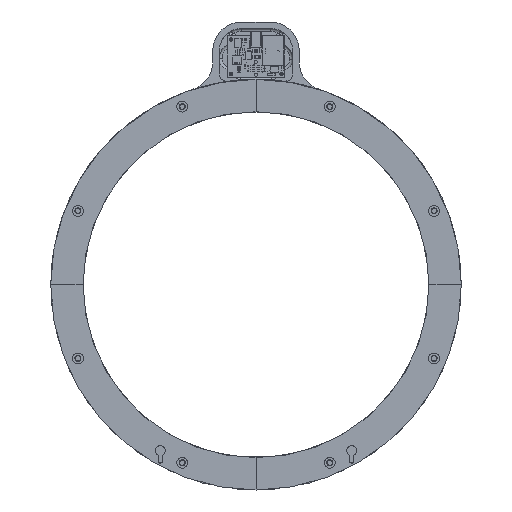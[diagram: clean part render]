
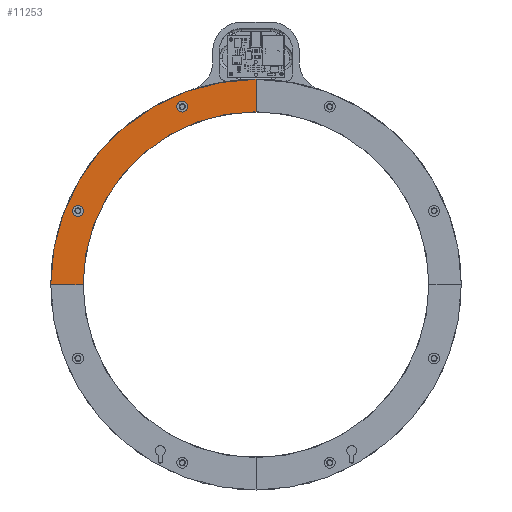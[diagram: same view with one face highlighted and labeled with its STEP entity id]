
A CAD part, front view. The second image highlights one B-rep face of the part: STEP entity #11253.
In plain terms, the highlighted planar face has unit normal (0, -1, 0).
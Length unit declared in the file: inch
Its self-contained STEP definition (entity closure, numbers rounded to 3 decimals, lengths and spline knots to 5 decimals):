
#344=FACE_BOUND('',#1583,.T.);
#345=FACE_BOUND('',#1584,.T.);
#534=PLANE('',#12220);
#922=FACE_OUTER_BOUND('',#1582,.T.);
#1582=EDGE_LOOP('',(#8219,#8220,#8221,#8222));
#1583=EDGE_LOOP('',(#8223));
#1584=EDGE_LOOP('',(#8224));
#2430=LINE('',#17629,#3421);
#2431=LINE('',#17632,#3422);
#3421=VECTOR('',#14006,0.3937);
#3422=VECTOR('',#14009,0.3937);
#4336=CIRCLE('',#12221,7.125);
#4337=CIRCLE('',#12222,6.);
#4338=CIRCLE('',#12223,0.1875);
#4339=CIRCLE('',#12224,0.1875);
#5056=VERTEX_POINT('',#17625);
#5057=VERTEX_POINT('',#17626);
#5058=VERTEX_POINT('',#17628);
#5059=VERTEX_POINT('',#17630);
#5060=VERTEX_POINT('',#17633);
#5061=VERTEX_POINT('',#17635);
#6248=EDGE_CURVE('',#5056,#5057,#4336,.T.);
#6249=EDGE_CURVE('',#5056,#5058,#2430,.T.);
#6250=EDGE_CURVE('',#5059,#5058,#4337,.T.);
#6251=EDGE_CURVE('',#5057,#5059,#2431,.T.);
#6252=EDGE_CURVE('',#5060,#5060,#4338,.T.);
#6253=EDGE_CURVE('',#5061,#5061,#4339,.T.);
#8219=ORIENTED_EDGE('',*,*,#6248,.F.);
#8220=ORIENTED_EDGE('',*,*,#6249,.T.);
#8221=ORIENTED_EDGE('',*,*,#6250,.F.);
#8222=ORIENTED_EDGE('',*,*,#6251,.F.);
#8223=ORIENTED_EDGE('',*,*,#6252,.T.);
#8224=ORIENTED_EDGE('',*,*,#6253,.T.);
#11253=ADVANCED_FACE('',(#922,#344,#345),#534,.F.);
#12220=AXIS2_PLACEMENT_3D('',#17624,#14002,#14003);
#12221=AXIS2_PLACEMENT_3D('',#17627,#14004,#14005);
#12222=AXIS2_PLACEMENT_3D('',#17631,#14007,#14008);
#12223=AXIS2_PLACEMENT_3D('',#17634,#14010,#14011);
#12224=AXIS2_PLACEMENT_3D('',#17636,#14012,#14013);
#14002=DIRECTION('center_axis',(0.,1.,0.));
#14003=DIRECTION('ref_axis',(1.,0.,0.));
#14004=DIRECTION('center_axis',(0.,1.,0.));
#14005=DIRECTION('ref_axis',(0.707,0.,0.707));
#14006=DIRECTION('',(1.,0.,0.));
#14007=DIRECTION('center_axis',(0.,-1.,0.));
#14008=DIRECTION('ref_axis',(1.,0.,0.));
#14009=DIRECTION('',(0.,0.,-1.));
#14010=DIRECTION('center_axis',(0.,1.,0.));
#14011=DIRECTION('ref_axis',(1.,0.,0.));
#14012=DIRECTION('center_axis',(0.,1.,0.));
#14013=DIRECTION('ref_axis',(1.,0.,0.));
#17624=CARTESIAN_POINT('Origin',(0.,0.,0.99516));
#17625=CARTESIAN_POINT('',(-7.125,0.,0.));
#17626=CARTESIAN_POINT('',(0.,0.,7.125));
#17627=CARTESIAN_POINT('Origin',(0.,0.,0.));
#17628=CARTESIAN_POINT('',(-6.,0.,0.));
#17629=CARTESIAN_POINT('',(0.,0.,0.));
#17630=CARTESIAN_POINT('',(0.,0.,6.));
#17631=CARTESIAN_POINT('Origin',(0.,0.,0.));
#17632=CARTESIAN_POINT('',(0.,0.,0.99516));
#17633=CARTESIAN_POINT('',(-6.36594,0.,2.5592));
#17634=CARTESIAN_POINT('Origin',(-6.17844,0.,2.5592));
#17635=CARTESIAN_POINT('',(-2.7467,0.,6.17844));
#17636=CARTESIAN_POINT('Origin',(-2.5592,0.,6.17844));
